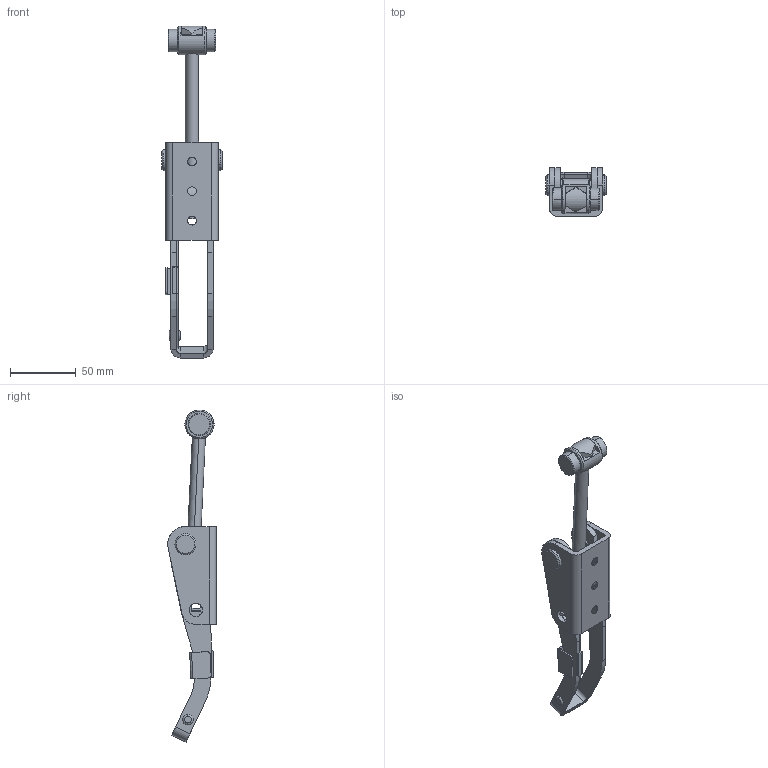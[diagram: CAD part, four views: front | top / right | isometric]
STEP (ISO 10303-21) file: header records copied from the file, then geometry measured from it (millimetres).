
FILE_DESCRIPTION (( 'STEP AP214' ), '1' );
FILE_NAME ('54360 - 804 TLC Slim Stainless.STEP', '2017-01-31T08:04:54', ( '' ), ( '' ), 'SwSTEP 2.0', 'SolidWorks 2015', '' );
FILE_SCHEMA (( 'AUTOMOTIVE_DESIGN' ));
Length unit declared in the file: millimetre
Products named in the file (9): 72297 - Platta 804 Slim; 54360 - 804 TLC Slim Stainless; cylinder f顤 bolt; sexkantsskruv slim; 74132 - S鄢erhetssp酺r 804 Slim; 62080 - Rulle 804 Slim; 62035 - Ansatsnit 10,9x5,7x8,5x8,0 FZB(804); 62030 - Nit  St嶚 KN 5x10 GL 804; 72139 - Bygel 804 Slim
Assembly tree (9 placements, depth 2):
  54360 - 804 TLC Slim Stainless
    72297 - Platta 804 Slim
    72139 - Bygel 804 Slim
    62030 - Nit  St嶚 KN 5x10 GL 804
    62035 - Ansatsnit 10,9x5,7x8,5x8,0 FZB(804)  x2
    62080 - Rulle 804 Slim
    74132 - S鄢erhetssp酺r 804 Slim
    sexkantsskruv slim
    cylinder f顤 bolt
Bounding box: 46 x 36.99 x 252.61 mm (x, y, z)
Volume: 80910.4 mm3; surface area: 47398.9 mm2
Topology: 9 solids, 9 shells, 234 faces, 565 edges, 360 vertices
Faces by surface type: cylinder 100, plane 100, cone 30, torus 4
Entity records: 7243 total; most frequent: CARTESIAN_POINT 1417, DIRECTION 1211, ORIENTED_EDGE 1078, EDGE_CURVE 539, AXIS2_PLACEMENT_3D 454, VERTEX_POINT 344, VECTOR 303, LINE 303
